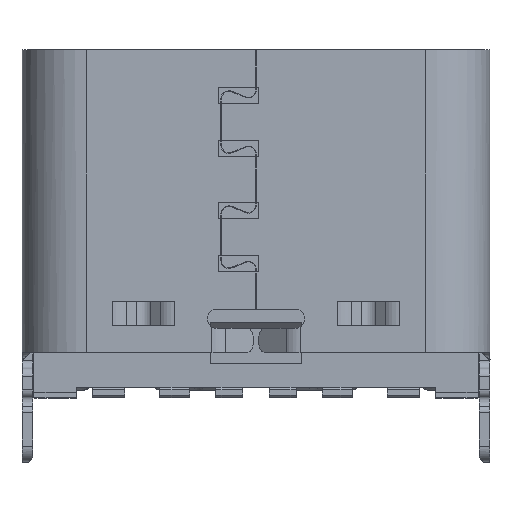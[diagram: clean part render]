
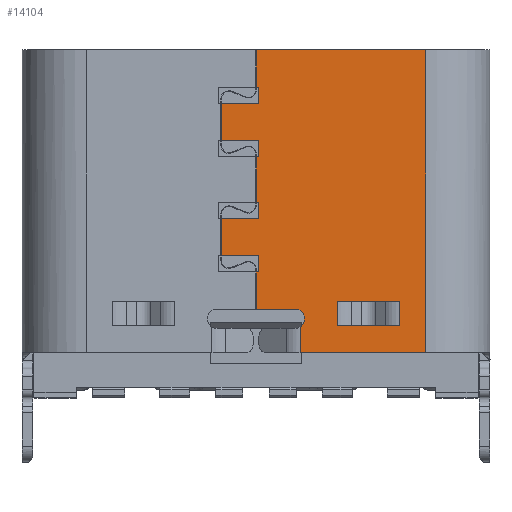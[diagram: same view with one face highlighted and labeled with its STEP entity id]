
A CAD part, top view. The second image highlights one B-rep face of the part: STEP entity #14104.
In plain terms, the highlighted face is planar.
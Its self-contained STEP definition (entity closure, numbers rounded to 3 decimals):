
#567=CIRCLE('',#14953,0.15);
#568=CIRCLE('',#14954,0.15);
#2706=ORIENTED_EDGE('',*,*,#5022,.F.);
#2707=ORIENTED_EDGE('',*,*,#5113,.T.);
#2708=ORIENTED_EDGE('',*,*,#4674,.F.);
#2709=ORIENTED_EDGE('',*,*,#4577,.T.);
#2710=ORIENTED_EDGE('',*,*,#4223,.F.);
#2711=ORIENTED_EDGE('',*,*,#3751,.T.);
#2712=ORIENTED_EDGE('',*,*,#5114,.F.);
#2713=ORIENTED_EDGE('',*,*,#4449,.F.);
#2714=ORIENTED_EDGE('',*,*,#3733,.F.);
#2715=ORIENTED_EDGE('',*,*,#4260,.T.);
#2716=ORIENTED_EDGE('',*,*,#4077,.F.);
#2717=ORIENTED_EDGE('',*,*,#5115,.F.);
#2718=ORIENTED_EDGE('',*,*,#4980,.F.);
#2719=ORIENTED_EDGE('',*,*,#5006,.T.);
#2720=ORIENTED_EDGE('',*,*,#4358,.F.);
#2721=ORIENTED_EDGE('',*,*,#4680,.F.);
#2722=ORIENTED_EDGE('',*,*,#4058,.F.);
#2723=ORIENTED_EDGE('',*,*,#4672,.T.);
#2724=ORIENTED_EDGE('',*,*,#4978,.F.);
#2725=ORIENTED_EDGE('',*,*,#4386,.F.);
#2726=ORIENTED_EDGE('',*,*,#4415,.F.);
#2727=ORIENTED_EDGE('',*,*,#4293,.T.);
#2728=ORIENTED_EDGE('',*,*,#4875,.T.);
#2729=ORIENTED_EDGE('',*,*,#5116,.T.);
#2730=ORIENTED_EDGE('',*,*,#4851,.T.);
#2731=ORIENTED_EDGE('',*,*,#5117,.T.);
#2732=ORIENTED_EDGE('',*,*,#5118,.F.);
#2733=ORIENTED_EDGE('',*,*,#4117,.T.);
#2734=ORIENTED_EDGE('',*,*,#5119,.T.);
#3733=EDGE_CURVE('',#5285,#5286,#6272,.T.);
#3751=EDGE_CURVE('',#5298,#5303,#6289,.T.);
#4058=EDGE_CURVE('',#5584,#5585,#6497,.T.);
#4077=EDGE_CURVE('',#5598,#5600,#6512,.T.);
#4117=EDGE_CURVE('',#5633,#5634,#6537,.T.);
#4223=EDGE_CURVE('',#5298,#5722,#6619,.T.);
#4260=EDGE_CURVE('',#5285,#5600,#6648,.T.);
#4293=EDGE_CURVE('',#5778,#5777,#6673,.T.);
#4358=EDGE_CURVE('',#5827,#5829,#6727,.T.);
#4386=EDGE_CURVE('',#5848,#5849,#6748,.T.);
#4415=EDGE_CURVE('',#5778,#5848,#6768,.T.);
#4449=EDGE_CURVE('',#5286,#5892,#6795,.T.);
#4577=EDGE_CURVE('',#5982,#5981,#6901,.T.);
#4672=EDGE_CURVE('',#5584,#6040,#6970,.T.);
#4674=EDGE_CURVE('',#5982,#6042,#6972,.T.);
#4680=EDGE_CURVE('',#5585,#5827,#6976,.T.);
#4851=EDGE_CURVE('',#6130,#6131,#7109,.T.);
#4875=EDGE_CURVE('',#5777,#6147,#7124,.T.);
#4978=EDGE_CURVE('',#5849,#6040,#7213,.T.);
#4980=EDGE_CURVE('',#6191,#6192,#7215,.T.);
#5006=EDGE_CURVE('',#6191,#5829,#7235,.T.);
#5022=EDGE_CURVE('',#6204,#5981,#7245,.T.);
#5113=EDGE_CURVE('',#6204,#6042,#7314,.T.);
#5114=EDGE_CURVE('',#5892,#5303,#7315,.T.);
#5115=EDGE_CURVE('',#6192,#5598,#7316,.T.);
#5116=EDGE_CURVE('',#6147,#6130,#567,.T.);
#5117=EDGE_CURVE('',#6131,#6231,#568,.T.);
#5118=EDGE_CURVE('',#5633,#6231,#7317,.T.);
#5119=EDGE_CURVE('',#5634,#5722,#7318,.T.);
#5285=VERTEX_POINT('',#18168);
#5286=VERTEX_POINT('',#18170);
#5298=VERTEX_POINT('',#18197);
#5303=VERTEX_POINT('',#18207);
#5584=VERTEX_POINT('',#18922);
#5585=VERTEX_POINT('',#18924);
#5598=VERTEX_POINT('',#18960);
#5600=VERTEX_POINT('',#18963);
#5633=VERTEX_POINT('',#19076);
#5634=VERTEX_POINT('',#19077);
#5722=VERTEX_POINT('',#19301);
#5777=VERTEX_POINT('',#19458);
#5778=VERTEX_POINT('',#19460);
#5827=VERTEX_POINT('',#19590);
#5829=VERTEX_POINT('',#19593);
#5848=VERTEX_POINT('',#19647);
#5849=VERTEX_POINT('',#19649);
#5892=VERTEX_POINT('',#19779);
#5981=VERTEX_POINT('',#20054);
#5982=VERTEX_POINT('',#20056);
#6040=VERTEX_POINT('',#20232);
#6042=VERTEX_POINT('',#20238);
#6130=VERTEX_POINT('',#20616);
#6131=VERTEX_POINT('',#20617);
#6147=VERTEX_POINT('',#20667);
#6191=VERTEX_POINT('',#20841);
#6192=VERTEX_POINT('',#20843);
#6204=VERTEX_POINT('',#20918);
#6231=VERTEX_POINT('',#21107);
#6272=LINE('',#18169,#7417);
#6289=LINE('',#18208,#7434);
#6497=LINE('',#18923,#7642);
#6512=LINE('',#18962,#7657);
#6537=LINE('',#19075,#7682);
#6619=LINE('',#19300,#7764);
#6648=LINE('',#19389,#7793);
#6673=LINE('',#19459,#7818);
#6727=LINE('',#19592,#7872);
#6748=LINE('',#19648,#7893);
#6768=LINE('',#19709,#7913);
#6795=LINE('',#19778,#7940);
#6901=LINE('',#20055,#8046);
#6970=LINE('',#20233,#8115);
#6972=LINE('',#20237,#8117);
#6976=LINE('',#20248,#8121);
#7109=LINE('',#20615,#8254);
#7124=LINE('',#20666,#8269);
#7213=LINE('',#20837,#8358);
#7215=LINE('',#20842,#8360);
#7235=LINE('',#20885,#8380);
#7245=LINE('',#20917,#8390);
#7314=LINE('',#21102,#8459);
#7315=LINE('',#21103,#8460);
#7316=LINE('',#21104,#8461);
#7317=LINE('',#21108,#8462);
#7318=LINE('',#21109,#8463);
#7417=VECTOR('',#15216,1000.);
#7434=VECTOR('',#15241,1000.);
#7642=VECTOR('',#15733,1000.);
#7657=VECTOR('',#15766,1000.);
#7682=VECTOR('',#15837,1000.);
#7764=VECTOR('',#15987,1000.);
#7793=VECTOR('',#16044,1000.);
#7818=VECTOR('',#16099,1000.);
#7872=VECTOR('',#16209,1000.);
#7893=VECTOR('',#16260,1000.);
#7913=VECTOR('',#16308,1000.);
#7940=VECTOR('',#16371,1000.);
#8046=VECTOR('',#16575,1000.);
#8115=VECTOR('',#16744,1000.);
#8117=VECTOR('',#16748,1000.);
#8121=VECTOR('',#16762,1000.);
#8254=VECTOR('',#17071,1000.);
#8269=VECTOR('',#17116,1000.);
#8358=VECTOR('',#17283,1000.);
#8360=VECTOR('',#17287,1000.);
#8380=VECTOR('',#17339,1000.);
#8390=VECTOR('',#17375,1000.);
#8459=VECTOR('',#17566,1000.);
#8460=VECTOR('',#17567,1000.);
#8461=VECTOR('',#17568,1000.);
#8462=VECTOR('',#17573,1000.);
#8463=VECTOR('',#17574,1000.);
#8907=EDGE_LOOP('',(#2706,#2707,#2708,#2709));
#8908=EDGE_LOOP('',(#2710,#2711,#2712,#2713,#2714,#2715,#2716,#2717,#2718,
#2719,#2720,#2721,#2722,#2723,#2724,#2725,#2726,#2727,#2728,#2729,#2730,
#2731,#2732,#2733,#2734));
#9454=FACE_BOUND('',#8907,.T.);
#9455=FACE_BOUND('',#8908,.T.);
#9882=PLANE('',#14952);
#14104=ADVANCED_FACE('',(#9454,#9455),#9882,.F.);
#14952=AXIS2_PLACEMENT_3D('',#21101,#17564,#17565);
#14953=AXIS2_PLACEMENT_3D('',#21105,#17569,#17570);
#14954=AXIS2_PLACEMENT_3D('',#21106,#17571,#17572);
#15216=DIRECTION('',(1.,0.,0.));
#15241=DIRECTION('',(0.,0.,-1.));
#15733=DIRECTION('',(1.,0.,0.));
#15766=DIRECTION('',(-1.,0.,0.));
#15837=DIRECTION('',(1.,0.,0.));
#15987=DIRECTION('',(1.,0.,0.));
#16044=DIRECTION('',(0.,0.,-1.));
#16099=DIRECTION('',(0.,0.,-1.));
#16209=DIRECTION('',(-1.,0.,0.));
#16260=DIRECTION('',(0.,0.,1.));
#16308=DIRECTION('',(1.,0.,0.));
#16371=DIRECTION('',(0.,0.,1.));
#16575=DIRECTION('',(1.,0.,0.));
#16744=DIRECTION('',(0.,0.,-1.));
#16748=DIRECTION('',(0.,0.,-1.));
#16762=DIRECTION('',(0.,0.,1.));
#17071=DIRECTION('',(0.,0.,-1.));
#17116=DIRECTION('',(1.,0.,0.));
#17283=DIRECTION('',(-1.,0.,0.));
#17287=DIRECTION('',(1.,0.,0.));
#17339=DIRECTION('',(0.,0.,-1.));
#17375=DIRECTION('',(0.,0.,1.));
#17564=DIRECTION('',(0.,1.,0.));
#17565=DIRECTION('',(1.,0.,0.));
#17566=DIRECTION('',(-1.,0.,0.));
#17567=DIRECTION('',(-1.,0.,0.));
#17568=DIRECTION('',(0.,0.,1.));
#17569=DIRECTION('',(0.,1.,0.));
#17570=DIRECTION('',(-1.,0.,0.));
#17571=DIRECTION('',(0.,1.,0.));
#17572=DIRECTION('',(0.,0.,1.));
#17573=DIRECTION('',(0.,0.,1.));
#17574=DIRECTION('',(0.,0.,1.));
#18168=CARTESIAN_POINT('',(-0.645,-1.48,-1.));
#18169=CARTESIAN_POINT('',(-0.714,-1.48,-1.));
#18170=CARTESIAN_POINT('',(0.05,-1.48,-1.));
#18197=CARTESIAN_POINT('',(0.005,-1.48,0.));
#18207=CARTESIAN_POINT('',(0.005,-1.48,-0.7));
#18208=CARTESIAN_POINT('',(0.005,-1.48,0.113));
#18922=CARTESIAN_POINT('',(-0.645,-1.48,-3.15));
#18923=CARTESIAN_POINT('',(-0.714,-1.48,-3.15));
#18924=CARTESIAN_POINT('',(0.05,-1.48,-3.15));
#18960=CARTESIAN_POINT('',(0.05,-1.48,-1.7));
#18962=CARTESIAN_POINT('',(-0.641,-1.48,-1.7));
#18963=CARTESIAN_POINT('',(-0.645,-1.48,-1.7));
#19075=CARTESIAN_POINT('',(-0.721,-1.48,-5.65));
#19076=CARTESIAN_POINT('',(0.823,-1.48,-5.65));
#19077=CARTESIAN_POINT('',(3.17,-1.48,-5.65));
#19300=CARTESIAN_POINT('',(1.263,-1.48,0.));
#19301=CARTESIAN_POINT('',(3.17,-1.48,0.));
#19389=CARTESIAN_POINT('',(-0.645,-1.48,0.113));
#19458=CARTESIAN_POINT('',(0.005,-1.48,-4.85));
#19459=CARTESIAN_POINT('',(0.005,-1.48,0.113));
#19460=CARTESIAN_POINT('',(0.005,-1.48,-4.15));
#19590=CARTESIAN_POINT('',(0.05,-1.48,-2.85));
#19592=CARTESIAN_POINT('',(0.009,-1.48,-2.85));
#19593=CARTESIAN_POINT('',(0.005,-1.48,-2.85));
#19647=CARTESIAN_POINT('',(0.05,-1.48,-4.15));
#19648=CARTESIAN_POINT('',(0.05,-1.48,-2.014));
#19649=CARTESIAN_POINT('',(0.05,-1.48,-3.85));
#19709=CARTESIAN_POINT('',(-0.714,-1.48,-4.15));
#19778=CARTESIAN_POINT('',(0.05,-1.48,-2.014));
#19779=CARTESIAN_POINT('',(0.05,-1.48,-0.7));
#20054=CARTESIAN_POINT('',(2.676,-1.48,-4.7));
#20055=CARTESIAN_POINT('',(-0.721,-1.48,-4.7));
#20056=CARTESIAN_POINT('',(1.524,-1.48,-4.7));
#20232=CARTESIAN_POINT('',(-0.645,-1.48,-3.85));
#20233=CARTESIAN_POINT('',(-0.645,-1.48,-3.5));
#20237=CARTESIAN_POINT('',(1.524,-1.48,-2.825));
#20238=CARTESIAN_POINT('',(1.524,-1.48,-5.15));
#20248=CARTESIAN_POINT('',(0.05,-1.48,-2.014));
#20615=CARTESIAN_POINT('',(0.9,-1.48,-5.025));
#20616=CARTESIAN_POINT('',(0.9,-1.48,-5.));
#20617=CARTESIAN_POINT('',(0.9,-1.48,-5.05));
#20666=CARTESIAN_POINT('',(0.378,-1.48,-4.85));
#20667=CARTESIAN_POINT('',(0.75,-1.48,-4.85));
#20837=CARTESIAN_POINT('',(1.263,-1.48,-3.85));
#20841=CARTESIAN_POINT('',(0.005,-1.48,-2.));
#20842=CARTESIAN_POINT('',(1.263,-1.48,-2.));
#20843=CARTESIAN_POINT('',(0.05,-1.48,-2.));
#20885=CARTESIAN_POINT('',(0.005,-1.48,-2.425));
#20917=CARTESIAN_POINT('',(2.676,-1.48,-2.825));
#20918=CARTESIAN_POINT('',(2.676,-1.48,-5.15));
#21101=CARTESIAN_POINT('',(-0.721,-1.48,0.113));
#21102=CARTESIAN_POINT('',(-0.721,-1.48,-5.15));
#21103=CARTESIAN_POINT('',(1.263,-1.48,-0.7));
#21104=CARTESIAN_POINT('',(0.05,-1.48,-2.825));
#21105=CARTESIAN_POINT('',(0.75,-1.48,-5.));
#21106=CARTESIAN_POINT('',(0.75,-1.48,-5.05));
#21107=CARTESIAN_POINT('',(0.823,-1.48,-5.181));
#21108=CARTESIAN_POINT('',(0.823,-1.48,-2.825));
#21109=CARTESIAN_POINT('',(3.17,-1.48,-2.9));
